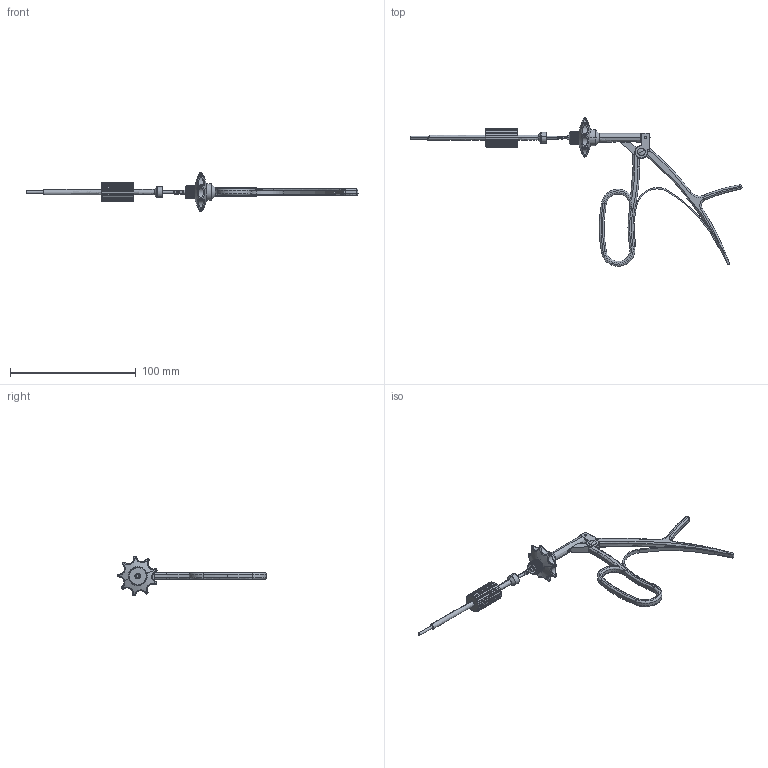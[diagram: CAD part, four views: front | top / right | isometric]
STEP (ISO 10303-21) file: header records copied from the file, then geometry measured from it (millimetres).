
FILE_DESCRIPTION(('FreeCAD Model'),'2;1');
FILE_NAME('Open CASCADE Shape Model','2025-04-29T20:06:43',('FreeCAD'),( 'FreeCAD'),'Open CASCADE STEP processor 7.6','FreeCAD','Unknown');
FILE_SCHEMA(('AUTOMOTIVE_DESIGN { 1 0 10303 214 1 1 1 1 }'));
Products named in the file (1): Open CASCADE STEP translator 7.6 1
Bounding box: 263.62 x 117.92 x 31.48 mm (x, y, z)
Volume: 17987.1 mm3; surface area: 18516.4 mm2
Topology: 12 solids, 12 shells, 749 faces, 1840 edges, 1104 vertices
Faces by surface type: bspline 749
Entity records: 35630 total; most frequent: CARTESIAN_POINT 25629, ORIENTED_EDGE 3658, EDGE_CURVE 1829, VERTEX_POINT 1104, B_SPLINE_CURVE_WITH_KNOTS 962, FACE_BOUND 775, EDGE_LOOP 775, ADVANCED_FACE 749
